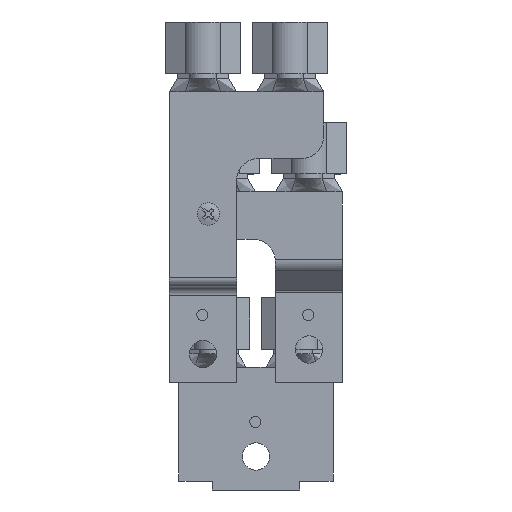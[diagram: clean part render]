
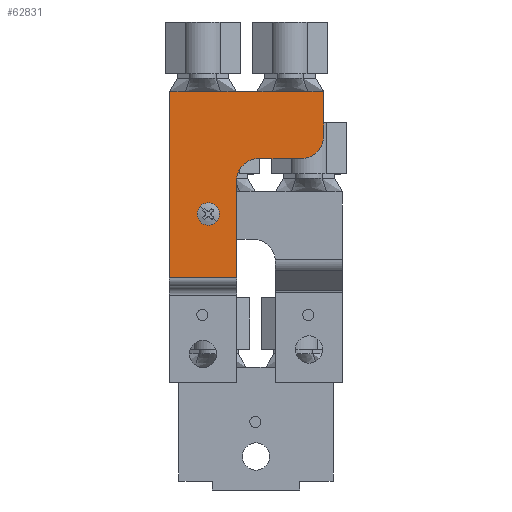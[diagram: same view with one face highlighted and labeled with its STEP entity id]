
A CAD part, front view. The second image highlights one B-rep face of the part: STEP entity #62831.
In plain terms, the highlighted planar face has unit normal (0, -1, 0).
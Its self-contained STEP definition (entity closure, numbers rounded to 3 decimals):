
#52335=CARTESIAN_POINT('',(-71.574,462.793,
250.652));
#52336=DIRECTION('',(0.,1.,0.));
#52337=DIRECTION('',(0.,0.,-1.));
#52338=AXIS2_PLACEMENT_3D('',#52335,#52336,#52337);
#52340=CARTESIAN_POINT('',(-71.574,462.793,
250.652));
#52341=DIRECTION('',(0.,1.,0.));
#52342=DIRECTION('',(0.,0.,1.));
#52343=AXIS2_PLACEMENT_3D('',#52340,#52341,#52342);
#52345=CARTESIAN_POINT('',(-29.918,462.793,
285.469));
#52346=DIRECTION('',(0.,-1.,0.));
#52347=DIRECTION('',(0.,0.,-1.));
#52348=AXIS2_PLACEMENT_3D('',#52345,#52346,#52347);
#52350=CARTESIAN_POINT('',(-48.926,462.793,
265.476));
#52351=DIRECTION('',(0.,1.,0.));
#52352=DIRECTION('',(-1.,0.,0.));
#52353=AXIS2_PLACEMENT_3D('',#52350,#52351,#52352);
#52355=DIRECTION('',(0.,0.,-1.));
#52356=VECTOR('',#52355,83.478);
#52357=CARTESIAN_POINT('',(-88.91,462.793,
305.491));
#52358=LINE('',#52357,#52356);
#52371=DIRECTION('',(-1.,0.,0.));
#52372=VECTOR('',#52371,19.);
#52373=CARTESIAN_POINT('',(-29.922,462.793,
275.469));
#52374=LINE('',#52373,#52372);
#52402=DIRECTION('',(0.,0.,-1.));
#52403=VECTOR('',#52402,43.478);
#52404=CARTESIAN_POINT('',(-58.926,462.793,
265.48));
#52405=LINE('',#52404,#52403);
#52437=DIRECTION('',(-1.,0.,0.));
#52438=VECTOR('',#52437,30.);
#52439=CARTESIAN_POINT('',(-58.942,462.793,
222.002));
#52440=LINE('',#52439,#52438);
#56901=DIRECTION('',(1.,0.,0.));
#56902=VECTOR('',#56901,9.);
#56903=CARTESIAN_POINT('',(-58.91,462.793,
305.48));
#56904=LINE('',#56903,#56902);
#57021=DIRECTION('',(0.,0.,-1.));
#57022=VECTOR('',#57021,20.);
#57023=CARTESIAN_POINT('',(-19.91,462.793,
305.465));
#57024=LINE('',#57023,#57022);
#57029=DIRECTION('',(1.,0.,0.));
#57030=VECTOR('',#57029,7.14);
#57031=CARTESIAN_POINT('',(-27.05,462.793,
305.467));
#57032=LINE('',#57031,#57030);
#57041=DIRECTION('',(1.,0.,0.));
#57042=VECTOR('',#57041,15.721);
#57043=CARTESIAN_POINT('',(-42.771,462.793,
305.473));
#57044=LINE('',#57043,#57042);
#57049=DIRECTION('',(1.,0.,0.));
#57050=VECTOR('',#57049,7.14);
#57051=CARTESIAN_POINT('',(-49.91,462.793,
305.476));
#57052=LINE('',#57051,#57050);
#61421=DIRECTION('',(1.,0.,0.));
#61422=VECTOR('',#61421,7.14);
#61423=CARTESIAN_POINT('',(-66.05,462.793,
305.482));
#61424=LINE('',#61423,#61422);
#61433=DIRECTION('',(1.,0.,0.));
#61434=VECTOR('',#61433,15.721);
#61435=CARTESIAN_POINT('',(-81.771,462.793,
305.488));
#61436=LINE('',#61435,#61434);
#61441=DIRECTION('',(1.,0.,0.));
#61442=VECTOR('',#61441,7.14);
#61443=CARTESIAN_POINT('',(-88.91,462.793,
305.491));
#61444=LINE('',#61443,#61442);
#61492=CARTESIAN_POINT('',(-48.922,462.793,
275.476));
#61494=VERTEX_POINT('',#61492);
#61503=CARTESIAN_POINT('',(-58.926,462.793,
265.48));
#61504=VERTEX_POINT('',#61503);
#61507=CARTESIAN_POINT('',(-29.922,462.793,
275.469));
#61508=VERTEX_POINT('',#61507);
#61511=CARTESIAN_POINT('',(-58.942,462.793,
222.002));
#61512=VERTEX_POINT('',#61511);
#61513=CARTESIAN_POINT('',(-88.942,462.793,
222.014));
#61514=VERTEX_POINT('',#61513);
#61520=CARTESIAN_POINT('',(-19.918,462.793,
285.465));
#61522=VERTEX_POINT('',#61520);
#61523=CARTESIAN_POINT('',(-19.91,462.793,
305.465));
#61524=VERTEX_POINT('',#61523);
#61537=CARTESIAN_POINT('',(-88.91,462.793,
305.491));
#61538=VERTEX_POINT('',#61537);
#61564=CARTESIAN_POINT('',(-58.91,462.793,
305.48));
#61565=VERTEX_POINT('',#61564);
#61568=CARTESIAN_POINT('',(-66.05,462.793,
305.482));
#61569=VERTEX_POINT('',#61568);
#61572=CARTESIAN_POINT('',(-81.771,462.793,
305.488));
#61573=VERTEX_POINT('',#61572);
#61590=CARTESIAN_POINT('',(-27.05,462.793,
305.467));
#61591=VERTEX_POINT('',#61590);
#61592=CARTESIAN_POINT('',(-42.771,462.793,
305.473));
#61593=VERTEX_POINT('',#61592);
#61594=CARTESIAN_POINT('',(-49.91,462.793,
305.476));
#61595=VERTEX_POINT('',#61594);
#62559=CARTESIAN_POINT('',(-71.573,462.793,
253.252));
#62561=VERTEX_POINT('',#62559);
#62563=CARTESIAN_POINT('',(-71.575,462.793,
248.052));
#62565=VERTEX_POINT('',#62563);
#62792=CARTESIAN_POINT('',(-19.843,462.793,
221.787));
#62793=DIRECTION('',(0.,-1.,0.));
#62794=DIRECTION('',(0.,0.,1.));
#62795=AXIS2_PLACEMENT_3D('',#62792,#62793,#62794);
#62796=PLANE('',#62795);
#62798=ORIENTED_EDGE('',*,*,#62797,.F.);
#62800=ORIENTED_EDGE('',*,*,#62799,.T.);
#62802=ORIENTED_EDGE('',*,*,#62801,.F.);
#62804=ORIENTED_EDGE('',*,*,#62803,.T.);
#62806=ORIENTED_EDGE('',*,*,#62805,.T.);
#62808=ORIENTED_EDGE('',*,*,#62807,.F.);
#62810=ORIENTED_EDGE('',*,*,#62809,.T.);
#62812=ORIENTED_EDGE('',*,*,#62811,.T.);
#62814=ORIENTED_EDGE('',*,*,#62813,.T.);
#62816=ORIENTED_EDGE('',*,*,#62815,.T.);
#62818=ORIENTED_EDGE('',*,*,#62817,.T.);
#62820=ORIENTED_EDGE('',*,*,#62819,.T.);
#62822=ORIENTED_EDGE('',*,*,#62821,.T.);
#62824=ORIENTED_EDGE('',*,*,#62823,.T.);
#62825=EDGE_LOOP('',(#62798,#62800,#62802,#62804,#62806,#62808,#62810,#62812,
#62814,#62816,#62818,#62820,#62822,#62824));
#62826=FACE_OUTER_BOUND('',#62825,.F.);
#62827=ORIENTED_EDGE('',*,*,#62786,.F.);
#62828=ORIENTED_EDGE('',*,*,#62772,.F.);
#62829=EDGE_LOOP('',(#62827,#62828));
#62830=FACE_BOUND('',#62829,.F.);
#52339=CIRCLE('',#52338,2.6);
#52344=CIRCLE('',#52343,2.6);
#52349=CIRCLE('',#52348,10.);
#52354=CIRCLE('',#52353,10.);
#62772=EDGE_CURVE('',#62561,#62565,#52344,.T.);
#62786=EDGE_CURVE('',#62565,#62561,#52339,.T.);
#62797=EDGE_CURVE('',#61508,#61522,#52349,.T.);
#62799=EDGE_CURVE('',#61508,#61494,#52374,.T.);
#62801=EDGE_CURVE('',#61504,#61494,#52354,.T.);
#62803=EDGE_CURVE('',#61504,#61512,#52405,.T.);
#62805=EDGE_CURVE('',#61512,#61514,#52440,.T.);
#62807=EDGE_CURVE('',#61538,#61514,#52358,.T.);
#62809=EDGE_CURVE('',#61538,#61573,#61444,.T.);
#62811=EDGE_CURVE('',#61573,#61569,#61436,.T.);
#62813=EDGE_CURVE('',#61569,#61565,#61424,.T.);
#62815=EDGE_CURVE('',#61565,#61595,#56904,.T.);
#62817=EDGE_CURVE('',#61595,#61593,#57052,.T.);
#62819=EDGE_CURVE('',#61593,#61591,#57044,.T.);
#62821=EDGE_CURVE('',#61591,#61524,#57032,.T.);
#62823=EDGE_CURVE('',#61524,#61522,#57024,.T.);
#62831=ADVANCED_FACE('',(#62826,#62830),#62796,.T.);
